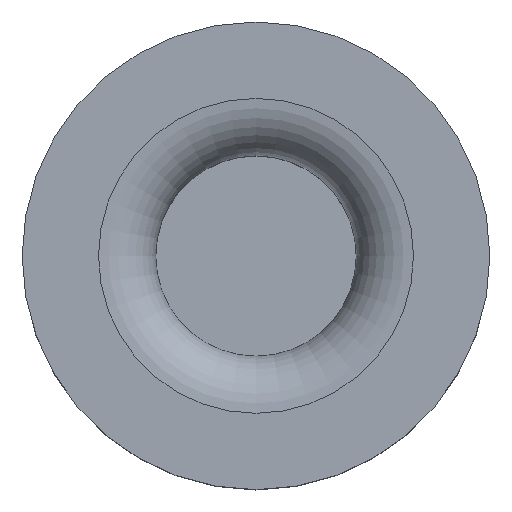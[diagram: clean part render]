
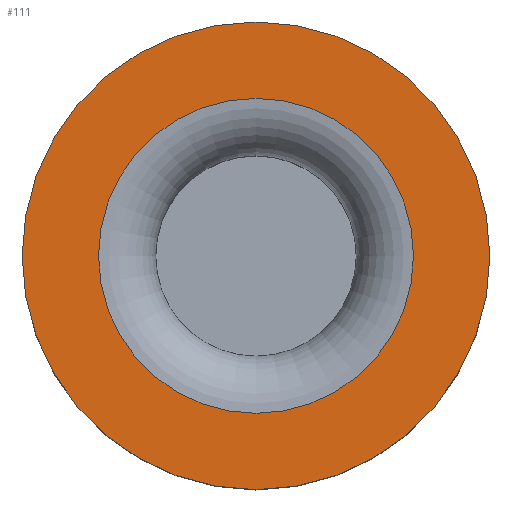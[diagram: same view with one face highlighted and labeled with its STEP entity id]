
A CAD part, top view. The second image highlights one B-rep face of the part: STEP entity #111.
In plain terms, the highlighted planar face has unit normal (0, 0, 1).
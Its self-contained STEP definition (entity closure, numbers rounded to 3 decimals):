
#15=FACE_BOUND('',#42,.T.);
#17=PLANE('',#138);
#32=FACE_OUTER_BOUND('',#41,.T.);
#41=EDGE_LOOP('',(#89));
#42=EDGE_LOOP('',(#90));
#50=CIRCLE('',#133,2.75);
#54=CIRCLE('',#139,4.084);
#60=VERTEX_POINT('',#196);
#63=VERTEX_POINT('',#206);
#68=EDGE_CURVE('',#60,#60,#50,.T.);
#73=EDGE_CURVE('',#63,#63,#54,.T.);
#89=ORIENTED_EDGE('',*,*,#73,.T.);
#90=ORIENTED_EDGE('',*,*,#68,.F.);
#111=ADVANCED_FACE('',(#32,#15),#17,.T.);
#133=AXIS2_PLACEMENT_3D('',#197,#155,#156);
#138=AXIS2_PLACEMENT_3D('',#205,#166,#167);
#139=AXIS2_PLACEMENT_3D('',#207,#168,#169);
#155=DIRECTION('center_axis',(0.,0.,1.));
#156=DIRECTION('ref_axis',(-1.,0.,0.));
#166=DIRECTION('center_axis',(0.,0.,1.));
#167=DIRECTION('ref_axis',(-1.,0.,0.));
#168=DIRECTION('center_axis',(0.,0.,1.));
#169=DIRECTION('ref_axis',(-1.,0.,0.));
#196=CARTESIAN_POINT('',(2.75,0.,15.));
#197=CARTESIAN_POINT('Origin',(0.,0.,15.));
#205=CARTESIAN_POINT('Origin',(0.,0.,15.));
#206=CARTESIAN_POINT('',(4.084,0.,15.));
#207=CARTESIAN_POINT('Origin',(0.,0.,15.));
